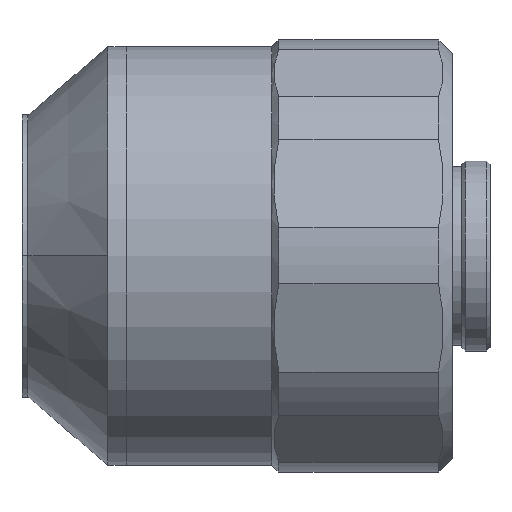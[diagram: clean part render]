
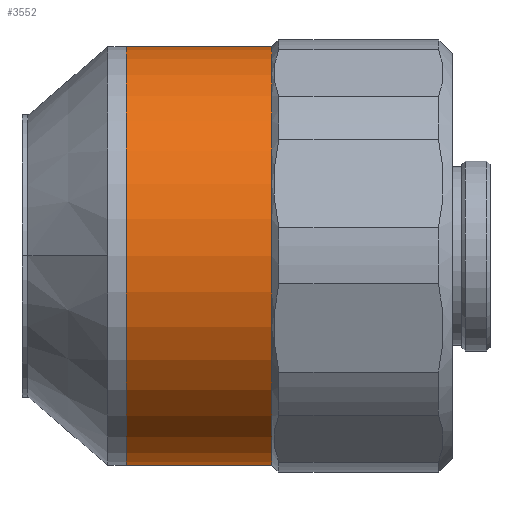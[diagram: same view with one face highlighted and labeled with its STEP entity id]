
A CAD part, top view. The second image highlights one B-rep face of the part: STEP entity #3552.
In plain terms, the highlighted cylindrical face has radius 22.3 mm (diameter 44.6 mm), a partial arc.
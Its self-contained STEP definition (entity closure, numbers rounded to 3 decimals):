
#92 = VERTEX_POINT ( 'NONE', #2898 ) ;
#96 = VERTEX_POINT ( 'NONE', #2894 ) ;
#200 = VERTEX_POINT ( 'NONE', #2779 ) ;
#201 = VERTEX_POINT ( 'NONE', #2778 ) ;
#316 = ORIENTED_EDGE ( 'NONE', *, *, #596, .T. ) ;
#317 = ORIENTED_EDGE ( 'NONE', *, *, #3508, .F. ) ;
#318 = ORIENTED_EDGE ( 'NONE', *, *, #656, .T. ) ;
#319 = ORIENTED_EDGE ( 'NONE', *, *, #704, .F. ) ;
#596 = EDGE_CURVE ( 'NONE', #96, #92, #4035, .T. ) ;
#656 = EDGE_CURVE ( 'NONE', #92, #200, #2367, .T. ) ;
#704 = EDGE_CURVE ( 'NONE', #96, #201, #2217, .T. ) ;
#905 = DIRECTION ( 'NONE',  ( 0., -1., 0. ) ) ;
#908 = DIRECTION ( 'NONE',  ( -1., 0., 0. ) ) ;
#911 = CARTESIAN_POINT ( 'NONE',  ( 169.962, 173.429, -49.616 ) ) ;
#1457 = DIRECTION ( 'NONE',  ( 0., -1., 0. ) ) ;
#1458 = DIRECTION ( 'NONE',  ( -1., 0., 0. ) ) ;
#1459 = CARTESIAN_POINT ( 'NONE',  ( 162.215, 173.429, -49.616 ) ) ;
#1827 = DIRECTION ( 'NONE',  ( -1., 0., 0. ) ) ;
#1829 = CARTESIAN_POINT ( 'NONE',  ( 169.962, 195.729, -49.616 ) ) ;
#1895 = DIRECTION ( 'NONE',  ( -1., 0., 0. ) ) ;
#1897 = CARTESIAN_POINT ( 'NONE',  ( 169.962, 151.129, -49.616 ) ) ;
#2047 = CYLINDRICAL_SURFACE ( 'NONE', #2981, 22.3 ) ;
#2050 = FACE_OUTER_BOUND ( 'NONE', #2508, .T. ) ;
#2217 = LINE ( 'NONE', #1897, #3856 ) ;
#2367 = LINE ( 'NONE', #1829, #3973 ) ;
#2508 = EDGE_LOOP ( 'NONE', ( #316, #318, #317, #319 ) ) ;
#2660 = DIRECTION ( 'NONE',  ( 0., -1., 0. ) ) ;
#2661 = DIRECTION ( 'NONE',  ( -1., 0., 0. ) ) ;
#2662 = CARTESIAN_POINT ( 'NONE',  ( 177.709, 173.429, -49.616 ) ) ;
#2778 = CARTESIAN_POINT ( 'NONE',  ( 162.215, 151.129, -49.616 ) ) ;
#2779 = CARTESIAN_POINT ( 'NONE',  ( 162.215, 195.729, -49.616 ) ) ;
#2894 = CARTESIAN_POINT ( 'NONE',  ( 177.709, 151.129, -49.616 ) ) ;
#2898 = CARTESIAN_POINT ( 'NONE',  ( 177.709, 195.729, -49.616 ) ) ;
#2981 = AXIS2_PLACEMENT_3D ( 'NONE', #911, #908, #905 ) ;
#3053 = AXIS2_PLACEMENT_3D ( 'NONE', #1459, #1458, #1457 ) ;
#3054 = CIRCLE ( 'NONE', #3053, 22.3 ) ;
#3508 = EDGE_CURVE ( 'NONE', #201, #200, #3054, .T. ) ;
#3552 = ADVANCED_FACE ( 'NONE', ( #2050 ), #2047, .T. ) ;
#3856 = VECTOR ( 'NONE', #1895, 1000. ) ;
#3973 = VECTOR ( 'NONE', #1827, 1000. ) ;
#4034 = AXIS2_PLACEMENT_3D ( 'NONE', #2662, #2661, #2660 ) ;
#4035 = CIRCLE ( 'NONE', #4034, 22.3 ) ;
